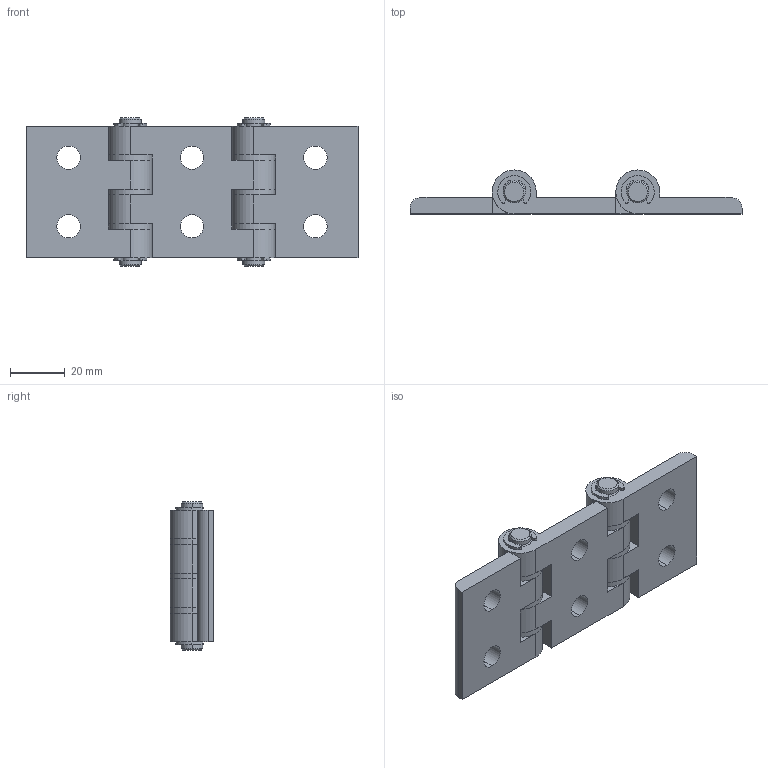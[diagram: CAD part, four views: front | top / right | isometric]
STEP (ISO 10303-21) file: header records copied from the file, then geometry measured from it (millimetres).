
FILE_DESCRIPTION (( 'STEP AP203' ), '1' );
FILE_NAME ('7.25.45.45.45.STEP', '2014-06-26T01:29:58', ( 'USER' ), ( 'Microsoft' ), 'SwSTEP 2.0', 'SolidWorks 2012', '' );
FILE_SCHEMA (( 'CONFIG_CONTROL_DESIGN' ));
Length unit declared in the file: millimetre
Products named in the file (1): 7.25.45.45.45
Bounding box: 121 x 16 x 54 mm (x, y, z)
Surface area: 23339.3 mm2 (no closed solid volume)
Topology: 0 solids, 19 shells, 206 faces, 588 edges, 412 vertices
Faces by surface type: cylinder 108, plane 90, cone 8
Entity records: 6891 total; most frequent: DIRECTION 1294, CARTESIAN_POINT 1207, ORIENTED_EDGE 996, EDGE_CURVE 588, AXIS2_PLACEMENT_3D 499, VERTEX_POINT 412, VECTOR 296, LINE 296
